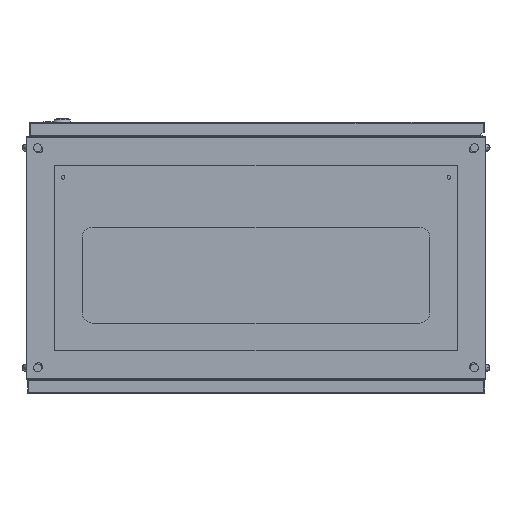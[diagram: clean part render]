
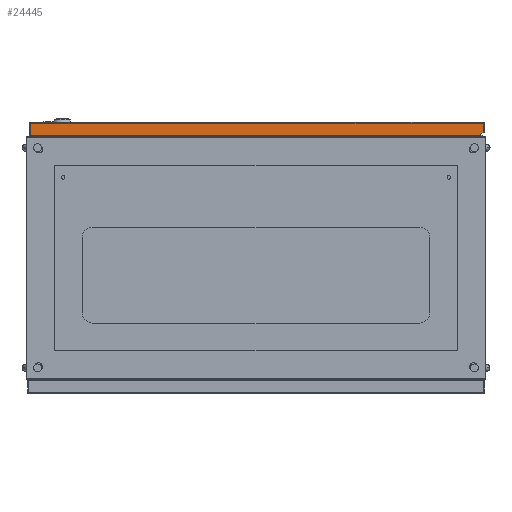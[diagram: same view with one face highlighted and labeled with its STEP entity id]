
A CAD part, front view. The second image highlights one B-rep face of the part: STEP entity #24445.
In plain terms, the highlighted planar face has unit normal (0, -1, 0).
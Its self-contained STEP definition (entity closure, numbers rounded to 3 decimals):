
#420 = DIRECTION ( 'NONE',  ( 0., 0., -1. ) ) ;
#1067 = VERTEX_POINT ( 'NONE', #13311 ) ;
#2776 = VECTOR ( 'NONE', #36721, 1000. ) ;
#6548 = ORIENTED_EDGE ( 'NONE', *, *, #48350, .F. ) ;
#9386 = CARTESIAN_POINT ( 'NONE',  ( 782.5, -993.5, -24. ) ) ;
#11549 = CARTESIAN_POINT ( 'NONE',  ( 789., -993.5, -18. ) ) ;
#12978 = VERTEX_POINT ( 'NONE', #31213 ) ;
#13311 = CARTESIAN_POINT ( 'NONE',  ( 782.5, -993.5, -22.5 ) ) ;
#14097 = LINE ( 'NONE', #80383, #47612 ) ;
#16265 = DIRECTION ( 'NONE',  ( -1., 0., 0. ) ) ;
#16539 = CARTESIAN_POINT ( 'NONE',  ( 0., -993.5, 0. ) ) ;
#18255 = LINE ( 'NONE', #86562, #73692 ) ;
#22380 = DIRECTION ( 'NONE',  ( 0., 0., -1. ) ) ;
#22751 = CARTESIAN_POINT ( 'NONE',  ( 0., -993.5, -24. ) ) ;
#24445 = ADVANCED_FACE ( 'NONE', ( #46137 ), #55797, .T. ) ;
#25515 = ORIENTED_EDGE ( 'NONE', *, *, #85698, .F. ) ;
#28004 = VERTEX_POINT ( 'NONE', #59229 ) ;
#28711 = CARTESIAN_POINT ( 'NONE',  ( 263.358, -993.5, -381.906 ) ) ;
#31213 = CARTESIAN_POINT ( 'NONE',  ( 790.5, -993.5, -18. ) ) ;
#32294 = VECTOR ( 'NONE', #42164, 1000. ) ;
#35267 = EDGE_CURVE ( 'NONE', #83705, #28004, #56159, .T. ) ;
#36340 = ORIENTED_EDGE ( 'NONE', *, *, #76090, .F. ) ;
#36721 = DIRECTION ( 'NONE',  ( 1., 0., 0. ) ) ;
#39945 = DIRECTION ( 'NONE',  ( 0., 0., 1. ) ) ;
#40263 = AXIS2_PLACEMENT_3D ( 'NONE', #82208, #62484, #22380 ) ;
#42164 = DIRECTION ( 'NONE',  ( -0.822, 0., -0.569 ) ) ;
#42687 = CARTESIAN_POINT ( 'NONE',  ( 0., -993.5, 0. ) ) ;
#42995 = EDGE_CURVE ( 'NONE', #48975, #83705, #51028, .T. ) ;
#43357 = DIRECTION ( 'NONE',  ( -1., 0., 0. ) ) ;
#45065 = ORIENTED_EDGE ( 'NONE', *, *, #76315, .T. ) ;
#46137 = FACE_OUTER_BOUND ( 'NONE', #73253, .T. ) ;
#47612 = VECTOR ( 'NONE', #420, 1000. ) ;
#48003 = VERTEX_POINT ( 'NONE', #11549 ) ;
#48015 = LINE ( 'NONE', #28711, #32294 ) ;
#48350 = EDGE_CURVE ( 'NONE', #48003, #1067, #48015, .T. ) ;
#48975 = VERTEX_POINT ( 'NONE', #22751 ) ;
#51028 = LINE ( 'NONE', #52845, #66682 ) ;
#52845 = CARTESIAN_POINT ( 'NONE',  ( 0., -993.5, -1.5 ) ) ;
#55690 = EDGE_CURVE ( 'NONE', #1067, #72140, #14097, .T. ) ;
#55797 = PLANE ( 'NONE',  #40263 ) ;
#55800 = LINE ( 'NONE', #76604, #73475 ) ;
#56159 = LINE ( 'NONE', #16539, #2776 ) ;
#59229 = CARTESIAN_POINT ( 'NONE',  ( 790.5, -993.5, 0. ) ) ;
#59561 = DIRECTION ( 'NONE',  ( 0., 0., 1. ) ) ;
#61620 = ORIENTED_EDGE ( 'NONE', *, *, #35267, .F. ) ;
#62484 = DIRECTION ( 'NONE',  ( 0., -1., 0. ) ) ;
#66682 = VECTOR ( 'NONE', #59561, 1000. ) ;
#68539 = VECTOR ( 'NONE', #16265, 1000. ) ;
#70628 = LINE ( 'NONE', #82785, #68539 ) ;
#72140 = VERTEX_POINT ( 'NONE', #9386 ) ;
#73253 = EDGE_LOOP ( 'NONE', ( #73903, #6548, #36340, #45065, #61620, #83730, #25515 ) ) ;
#73475 = VECTOR ( 'NONE', #43357, 1000. ) ;
#73692 = VECTOR ( 'NONE', #39945, 1000. ) ;
#73903 = ORIENTED_EDGE ( 'NONE', *, *, #55690, .F. ) ;
#76090 = EDGE_CURVE ( 'NONE', #12978, #48003, #70628, .T. ) ;
#76315 = EDGE_CURVE ( 'NONE', #12978, #28004, #18255, .T. ) ;
#76604 = CARTESIAN_POINT ( 'NONE',  ( 790.5, -993.5, -24. ) ) ;
#80383 = CARTESIAN_POINT ( 'NONE',  ( 782.5, -993.5, -1.5 ) ) ;
#82208 = CARTESIAN_POINT ( 'NONE',  ( 0., -993.5, -1.5 ) ) ;
#82785 = CARTESIAN_POINT ( 'NONE',  ( 0., -993.5, -18. ) ) ;
#83705 = VERTEX_POINT ( 'NONE', #42687 ) ;
#83730 = ORIENTED_EDGE ( 'NONE', *, *, #42995, .F. ) ;
#85698 = EDGE_CURVE ( 'NONE', #72140, #48975, #55800, .T. ) ;
#86562 = CARTESIAN_POINT ( 'NONE',  ( 790.5, -993.5, -1.5 ) ) ;
